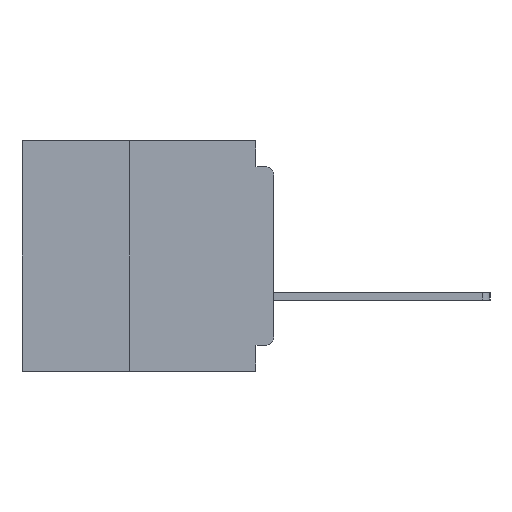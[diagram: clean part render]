
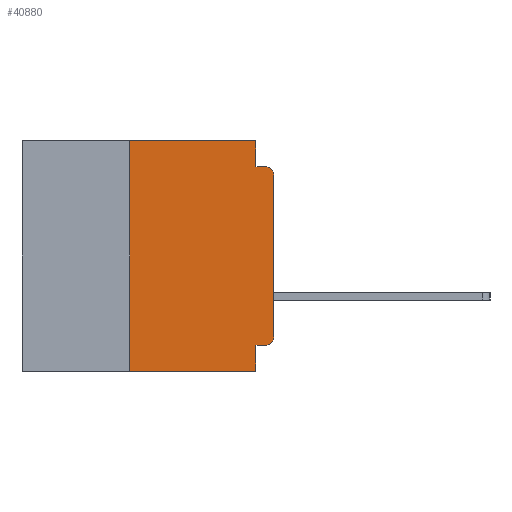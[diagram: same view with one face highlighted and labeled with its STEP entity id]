
A CAD part, left-side view. The second image highlights one B-rep face of the part: STEP entity #40880.
In plain terms, the highlighted planar face has unit normal (-1, 0, 0).
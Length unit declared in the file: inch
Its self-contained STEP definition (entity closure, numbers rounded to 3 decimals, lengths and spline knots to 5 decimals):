
#406 = CARTESIAN_POINT ( 'NONE',  ( 0., 0., 0. ) ) ;
#484 = DIRECTION ( 'NONE',  ( 0., 1., 0. ) ) ;
#868 = DIRECTION ( 'NONE',  ( 1., 0., 0. ) ) ;
#950 = EDGE_CURVE ( 'NONE', #34078, #18934, #43651, .T. ) ;
#963 = VERTEX_POINT ( 'NONE', #8195 ) ;
#1425 = CARTESIAN_POINT ( 'NONE',  ( 0., 0.031, -0.4 ) ) ;
#1755 = DIRECTION ( 'NONE',  ( 0., 0., -1. ) ) ;
#1897 = VERTEX_POINT ( 'NONE', #1425 ) ;
#2747 = ORIENTED_EDGE ( 'NONE', *, *, #9936, .F. ) ;
#2923 = EDGE_CURVE ( 'NONE', #27495, #26531, #18328, .T. ) ;
#3090 = EDGE_CURVE ( 'NONE', #4207, #1897, #39493, .T. ) ;
#4064 = CARTESIAN_POINT ( 'NONE',  ( 0., 0.031, -0.355 ) ) ;
#4207 = VERTEX_POINT ( 'NONE', #4064 ) ;
#4244 = VECTOR ( 'NONE', #484, 39.37008 ) ;
#4505 = CARTESIAN_POINT ( 'NONE',  ( 0., 0.015, -0.355 ) ) ;
#8185 = DIRECTION ( 'NONE',  ( 0., -1., 0. ) ) ;
#8195 = CARTESIAN_POINT ( 'NONE',  ( 0., 0.015, -0.045 ) ) ;
#8300 = CARTESIAN_POINT ( 'NONE',  ( 0., 0.437, 0. ) ) ;
#8433 = VECTOR ( 'NONE', #26868, 39.37008 ) ;
#9253 = EDGE_CURVE ( 'NONE', #32316, #963, #21906, .T. ) ;
#9708 = CARTESIAN_POINT ( 'NONE',  ( 0., 0.015, -0.06 ) ) ;
#9936 = EDGE_CURVE ( 'NONE', #19517, #963, #12084, .T. ) ;
#9937 = CARTESIAN_POINT ( 'NONE',  ( 0., 0., -0.34 ) ) ;
#10782 = EDGE_CURVE ( 'NONE', #19297, #1897, #40653, .T. ) ;
#12084 = LINE ( 'NONE', #24994, #21918 ) ;
#13418 = DIRECTION ( 'NONE',  ( 0., 0., -1. ) ) ;
#13817 = VECTOR ( 'NONE', #1755, 39.37008 ) ;
#14506 = VECTOR ( 'NONE', #8185, 39.37008 ) ;
#16842 = EDGE_CURVE ( 'NONE', #19297, #34078, #18233, .T. ) ;
#18233 = LINE ( 'NONE', #34086, #8433 ) ;
#18328 = CIRCLE ( 'NONE', #39563, 0.015 ) ;
#18628 = CARTESIAN_POINT ( 'NONE',  ( 0., 0.437, -0.4 ) ) ;
#18798 = CARTESIAN_POINT ( 'NONE',  ( 0., 0.031, -0.4 ) ) ;
#18934 = VERTEX_POINT ( 'NONE', #28450 ) ;
#18995 = CARTESIAN_POINT ( 'NONE',  ( 0., 0., -0.355 ) ) ;
#19068 = DIRECTION ( 'NONE',  ( 0., 0., 1. ) ) ;
#19118 = DIRECTION ( 'NONE',  ( 0., 0., -1. ) ) ;
#19297 = VERTEX_POINT ( 'NONE', #34197 ) ;
#19444 = ORIENTED_EDGE ( 'NONE', *, *, #16842, .F. ) ;
#19517 = VERTEX_POINT ( 'NONE', #20912 ) ;
#20040 = ORIENTED_EDGE ( 'NONE', *, *, #38974, .T. ) ;
#20167 = AXIS2_PLACEMENT_3D ( 'NONE', #23083, #868, #26819 ) ;
#20912 = CARTESIAN_POINT ( 'NONE',  ( 0., 0.031, -0.045 ) ) ;
#21216 = VECTOR ( 'NONE', #40520, 39.37008 ) ;
#21906 = CIRCLE ( 'NONE', #25424, 0.015 ) ;
#21918 = VECTOR ( 'NONE', #39481, 39.37008 ) ;
#22348 = DIRECTION ( 'NONE',  ( 0., 0., -1. ) ) ;
#22357 = DIRECTION ( 'NONE',  ( -1., 0., 0. ) ) ;
#22456 = CARTESIAN_POINT ( 'NONE',  ( 0., 0.015, -0.34 ) ) ;
#23083 = CARTESIAN_POINT ( 'NONE',  ( 0., 0.437, 0. ) ) ;
#24380 = ORIENTED_EDGE ( 'NONE', *, *, #9253, .T. ) ;
#24914 = ORIENTED_EDGE ( 'NONE', *, *, #41386, .F. ) ;
#24994 = CARTESIAN_POINT ( 'NONE',  ( 0., 0., -0.045 ) ) ;
#25424 = AXIS2_PLACEMENT_3D ( 'NONE', #9708, #35486, #13418 ) ;
#26531 = VERTEX_POINT ( 'NONE', #9937 ) ;
#26819 = DIRECTION ( 'NONE',  ( 0., 0., -1. ) ) ;
#26868 = DIRECTION ( 'NONE',  ( 0., 0., 1. ) ) ;
#27329 = CARTESIAN_POINT ( 'NONE',  ( 0., 0.25, 0. ) ) ;
#27495 = VERTEX_POINT ( 'NONE', #4505 ) ;
#28450 = CARTESIAN_POINT ( 'NONE',  ( 0., 0.031, 0. ) ) ;
#30242 = VECTOR ( 'NONE', #19068, 39.37008 ) ;
#30301 = ORIENTED_EDGE ( 'NONE', *, *, #10782, .T. ) ;
#31583 = EDGE_LOOP ( 'NONE', ( #20040, #24380, #2747, #39853, #45787, #19444, #30301, #38379, #24914, #41990 ) ) ;
#32316 = VERTEX_POINT ( 'NONE', #34507 ) ;
#34078 = VERTEX_POINT ( 'NONE', #27329 ) ;
#34086 = CARTESIAN_POINT ( 'NONE',  ( 0., 0.25, -0.4 ) ) ;
#34197 = CARTESIAN_POINT ( 'NONE',  ( 0., 0.25, -0.4 ) ) ;
#34507 = CARTESIAN_POINT ( 'NONE',  ( 0., 0., -0.06 ) ) ;
#35295 = EDGE_CURVE ( 'NONE', #18934, #19517, #40761, .T. ) ;
#35486 = DIRECTION ( 'NONE',  ( -1., 0., 0. ) ) ;
#38379 = ORIENTED_EDGE ( 'NONE', *, *, #3090, .F. ) ;
#38397 = VECTOR ( 'NONE', #19118, 39.37008 ) ;
#38974 = EDGE_CURVE ( 'NONE', #26531, #32316, #39789, .T. ) ;
#39481 = DIRECTION ( 'NONE',  ( 0., -1., 0. ) ) ;
#39493 = LINE ( 'NONE', #18798, #38397 ) ;
#39563 = AXIS2_PLACEMENT_3D ( 'NONE', #22456, #22357, #22348 ) ;
#39789 = LINE ( 'NONE', #406, #30242 ) ;
#39853 = ORIENTED_EDGE ( 'NONE', *, *, #35295, .F. ) ;
#40520 = DIRECTION ( 'NONE',  ( 0., -1., 0. ) ) ;
#40653 = LINE ( 'NONE', #18628, #21216 ) ;
#40761 = LINE ( 'NONE', #45676, #13817 ) ;
#40880 = ADVANCED_FACE ( 'NONE', ( #46685 ), #44837, .F. ) ;
#41386 = EDGE_CURVE ( 'NONE', #27495, #4207, #43267, .T. ) ;
#41990 = ORIENTED_EDGE ( 'NONE', *, *, #2923, .T. ) ;
#43267 = LINE ( 'NONE', #18995, #4244 ) ;
#43651 = LINE ( 'NONE', #8300, #14506 ) ;
#44837 = PLANE ( 'NONE',  #20167 ) ;
#45676 = CARTESIAN_POINT ( 'NONE',  ( 0., 0.031, 0. ) ) ;
#45787 = ORIENTED_EDGE ( 'NONE', *, *, #950, .F. ) ;
#46685 = FACE_OUTER_BOUND ( 'NONE', #31583, .T. ) ;
